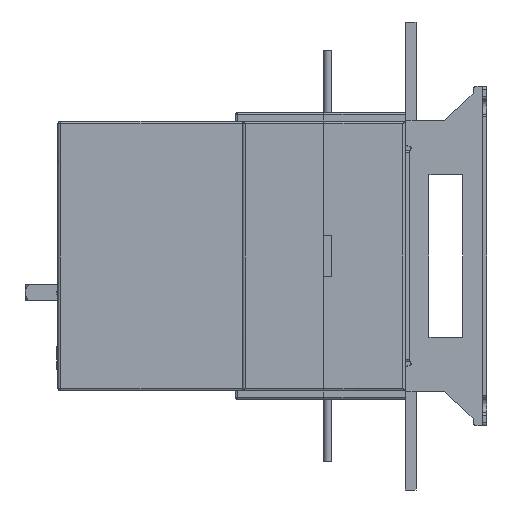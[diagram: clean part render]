
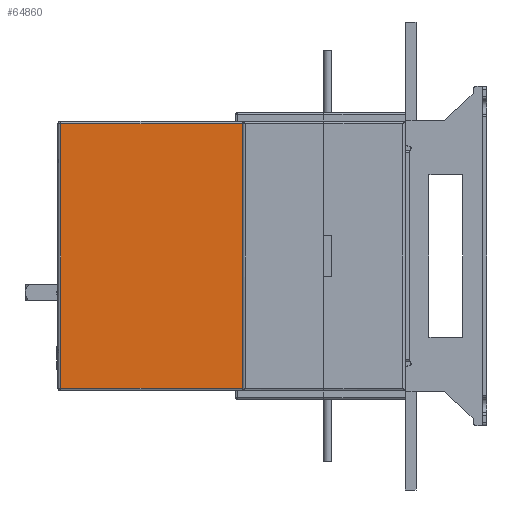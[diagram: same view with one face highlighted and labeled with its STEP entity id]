
A CAD part, left-side view. The second image highlights one B-rep face of the part: STEP entity #64860.
In plain terms, the highlighted planar face has unit normal (-1, 0, 0).
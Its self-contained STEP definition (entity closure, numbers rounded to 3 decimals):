
#46382=DIRECTION('',(0.,0.,-1.));
#46383=VECTOR('',#46382,195.);
#46384=CARTESIAN_POINT('',(-207.5,136.,97.5));
#46385=LINE('',#46384,#46383);
#46431=DIRECTION('',(0.,1.,0.));
#46432=VECTOR('',#46431,134.);
#46433=CARTESIAN_POINT('',(-207.5,2.,97.5));
#46434=LINE('',#46433,#46432);
#48880=DIRECTION('',(0.,0.,1.));
#48881=VECTOR('',#48880,195.);
#48882=CARTESIAN_POINT('',(-207.5,2.,-97.5));
#48883=LINE('',#48882,#48881);
#48903=DIRECTION('',(0.,-1.,0.));
#48904=VECTOR('',#48903,134.);
#48905=CARTESIAN_POINT('',(-207.5,136.,-97.5));
#48906=LINE('',#48905,#48904);
#52724=CARTESIAN_POINT('',(-207.5,136.,97.5));
#52725=VERTEX_POINT('',#52724);
#52726=CARTESIAN_POINT('',(-207.5,136.,-97.5));
#52727=VERTEX_POINT('',#52726);
#54812=CARTESIAN_POINT('',(-207.5,2.,-97.5));
#54813=VERTEX_POINT('',#54812);
#54814=CARTESIAN_POINT('',(-207.5,2.,97.5));
#54815=VERTEX_POINT('',#54814);
#64849=CARTESIAN_POINT('',(-207.5,0.,-99.5));
#64850=DIRECTION('',(-1.,0.,0.));
#64851=DIRECTION('',(0.,0.,1.));
#64852=AXIS2_PLACEMENT_3D('',#64849,#64850,#64851);
#64853=PLANE('',#64852);
#64854=ORIENTED_EDGE('',*,*,#64817,.F.);
#64855=ORIENTED_EDGE('',*,*,#64844,.F.);
#64856=ORIENTED_EDGE('',*,*,#61378,.F.);
#64857=ORIENTED_EDGE('',*,*,#61418,.F.);
#64858=EDGE_LOOP('',(#64854,#64855,#64856,#64857));
#64859=FACE_OUTER_BOUND('',#64858,.F.);
#64860=ADVANCED_FACE('',(#64859),#64853,.T.);
#61378=EDGE_CURVE('',#52725,#52727,#46385,.T.);
#61418=EDGE_CURVE('',#54815,#52725,#46434,.T.);
#64817=EDGE_CURVE('',#54813,#54815,#48883,.T.);
#64844=EDGE_CURVE('',#52727,#54813,#48906,.T.);
